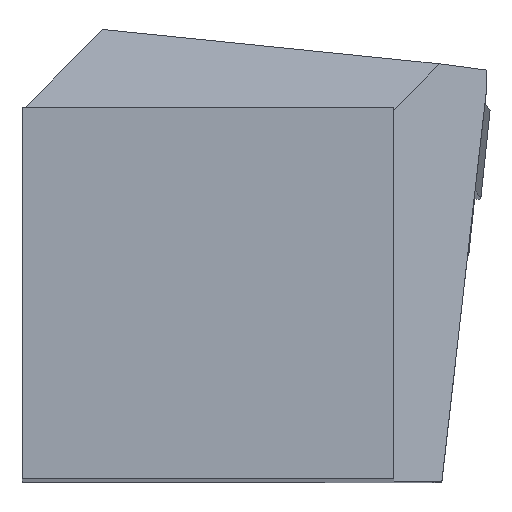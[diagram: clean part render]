
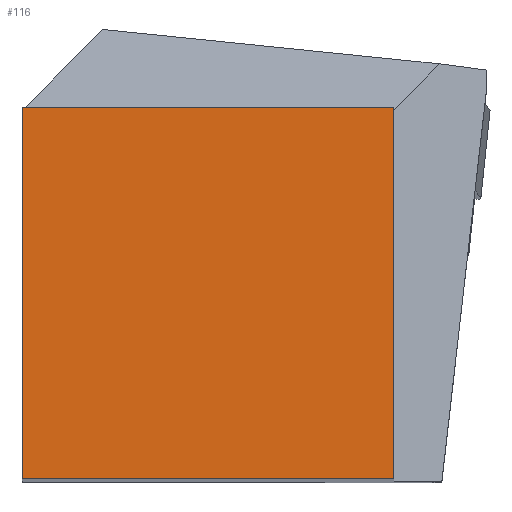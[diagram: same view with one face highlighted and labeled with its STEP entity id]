
A CAD part, top view. The second image highlights one B-rep face of the part: STEP entity #116.
In plain terms, the highlighted planar face has unit normal (0, 0, 1).
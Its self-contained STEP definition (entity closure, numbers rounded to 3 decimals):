
#116=ADVANCED_FACE('',(#197),#162,.T.);
#162=PLANE('',#924);
#197=FACE_OUTER_BOUND('',#238,.T.);
#238=EDGE_LOOP('',(#384,#385,#386,#387));
#384=ORIENTED_EDGE('',*,*,#589,.T.);
#385=ORIENTED_EDGE('',*,*,#653,.T.);
#386=ORIENTED_EDGE('',*,*,#646,.T.);
#387=ORIENTED_EDGE('',*,*,#601,.T.);
#509=VERTEX_POINT('',#1209);
#510=VERTEX_POINT('',#1211);
#520=VERTEX_POINT('',#1235);
#552=VERTEX_POINT('',#1323);
#589=EDGE_CURVE('',#510,#509,#708,.T.);
#601=EDGE_CURVE('',#520,#510,#720,.T.);
#646=EDGE_CURVE('',#552,#520,#760,.T.);
#653=EDGE_CURVE('',#509,#552,#767,.T.);
#708=LINE('',#1210,#804);
#720=LINE('',#1234,#816);
#760=LINE('',#1322,#856);
#767=LINE('',#1337,#863);
#804=VECTOR('',#972,1.);
#816=VECTOR('',#988,1.);
#856=VECTOR('',#1060,1.);
#863=VECTOR('',#1079,1.);
#924=AXIS2_PLACEMENT_3D('',#1339,#1082,#1083);
#972=DIRECTION('',(0.,1.,0.));
#988=DIRECTION('',(1.,0.,0.));
#1060=DIRECTION('',(0.,-1.,0.));
#1079=DIRECTION('',(-1.,0.,0.));
#1082=DIRECTION('',(0.,0.,1.));
#1083=DIRECTION('',(0.,-1.,0.));
#1209=CARTESIAN_POINT('',(20.,20.,0.));
#1210=CARTESIAN_POINT('',(20.,0.,0.));
#1211=CARTESIAN_POINT('',(20.,0.,0.));
#1234=CARTESIAN_POINT('',(0.,0.,0.));
#1235=CARTESIAN_POINT('',(0.,0.,0.));
#1322=CARTESIAN_POINT('',(0.,20.,0.));
#1323=CARTESIAN_POINT('',(0.,20.,0.));
#1337=CARTESIAN_POINT('',(20.,20.,0.));
#1339=CARTESIAN_POINT('',(10.,10.,0.));
